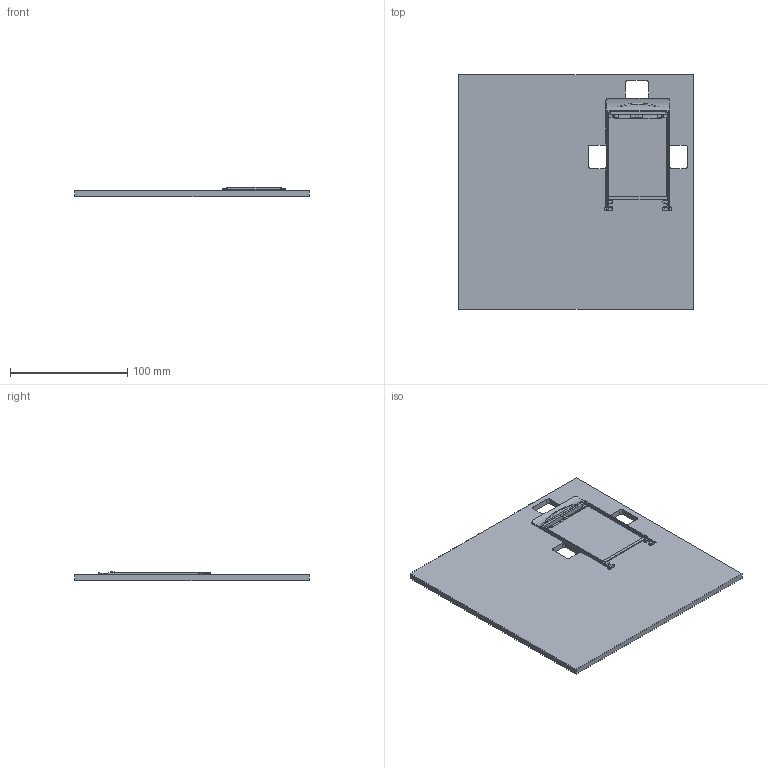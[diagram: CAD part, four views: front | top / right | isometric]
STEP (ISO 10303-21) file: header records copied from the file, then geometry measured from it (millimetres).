
FILE_DESCRIPTION(('STEP AP242'), '1');
FILE_NAME('ðàìêà-ïëèòà', '', ('UNSPECIFIED'), ('UNSPECIFIED'), 'ASCON STEP Converter 1.6', 'ASCON Math Kernel', '');
FILE_SCHEMA(('AP242_MANAGED_MODEL_BASED_3D_ENGINEERING_MIM_LF { 1 0 10303 442 1 1 4 }'));
Length unit declared in the file: millimetre
Products named in the file (3): 03.001 Ðàìêà
Assembly tree (2 placements, depth 2):
  (unnamed)
    (unnamed)
    03.001 Ðàìêà
Bounding box: 200 x 200 x 7.7 mm (x, y, z)
Volume: 195847.7 mm3; surface area: 88457.1 mm2
Topology: 2 solids, 2 shells, 341 faces, 929 edges, 595 vertices
Faces by surface type: plane 249, cylinder 78, bspline 12, torus 2
Entity records: 14045 total; most frequent: CARTESIAN_POINT 2603, ORIENTED_EDGE 1858, DIRECTION 1678, EDGE_CURVE 929, LINE 738, VECTOR 738, VERTEX_POINT 595, AXIS2_PLACEMENT_3D 470
